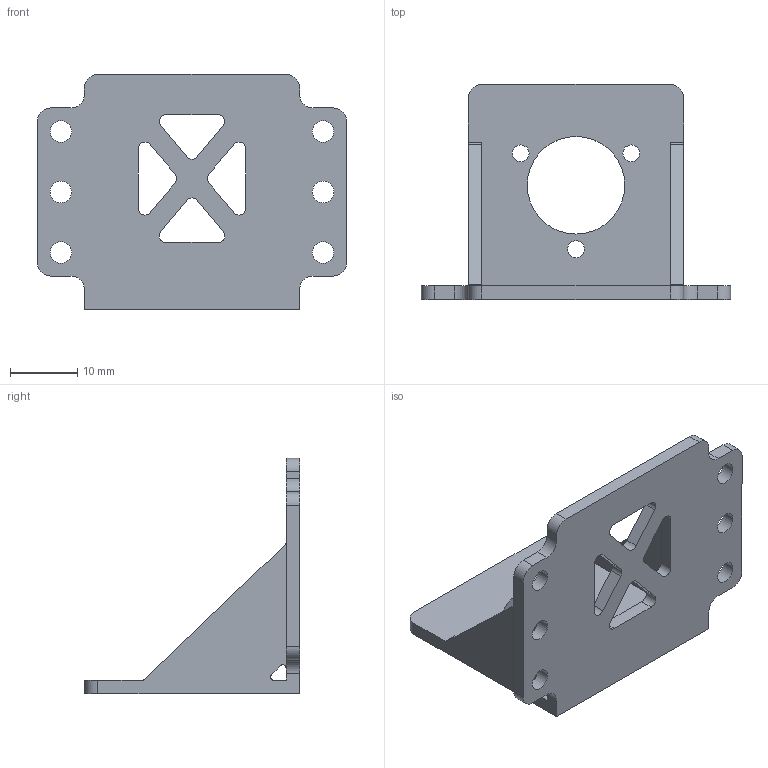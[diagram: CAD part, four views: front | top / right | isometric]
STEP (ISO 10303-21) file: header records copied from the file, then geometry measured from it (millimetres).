
FILE_DESCRIPTION (( 'STEP AP214' ), '1' );
FILE_NAME ('2mm_aluminium_metal_plating_2006 motor mount.STEP', '2023-11-14T12:14:10', ( '' ), ( '' ), 'SwSTEP 2.0', 'SolidWorks 2022', '' );
FILE_SCHEMA (( 'AUTOMOTIVE_DESIGN' ));
Length unit declared in the file: millimetre
Products named in the file (1): 2mm_aluminium_metal_plating_2006 motor mount
Bounding box: 46 x 32 x 35 mm (x, y, z)
Volume: 4918.4 mm3; surface area: 5794.5 mm2
Topology: 1 solids, 1 shells, 89 faces, 267 edges, 178 vertices
Faces by surface type: cylinder 55, plane 34
Entity records: 3149 total; most frequent: DIRECTION 557, CARTESIAN_POINT 535, ORIENTED_EDGE 534, EDGE_CURVE 267, AXIS2_PLACEMENT_3D 200, VERTEX_POINT 178, VECTOR 157, LINE 157
